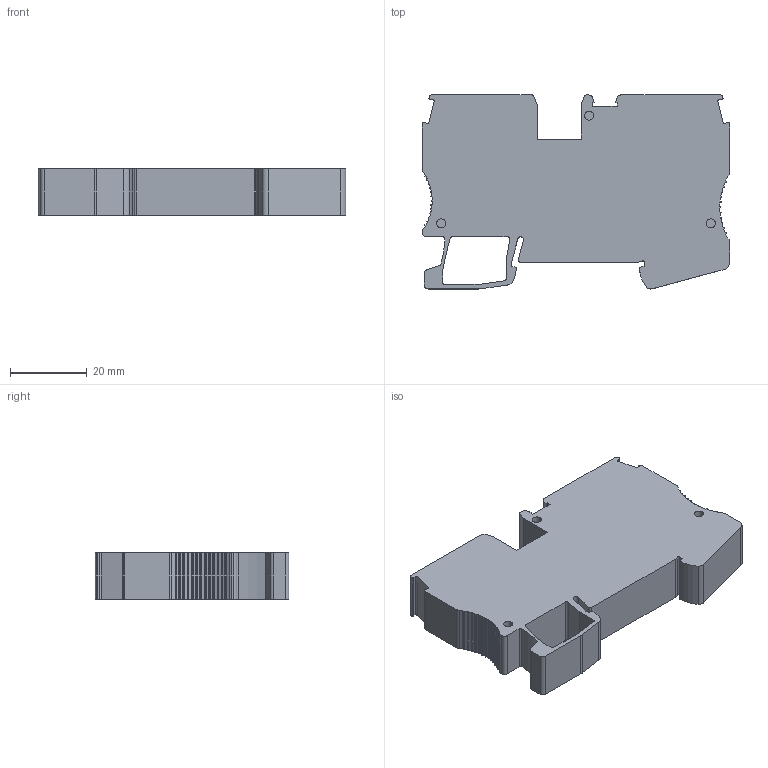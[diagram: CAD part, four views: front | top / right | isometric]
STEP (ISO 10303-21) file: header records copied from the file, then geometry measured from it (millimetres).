
FILE_DESCRIPTION((''),'2;1');
FILE_NAME('UJ5-16','2021-06-09T',('ASUS'),(''),'PRO/ENGINEER BY PARAMETRIC TECHNOLOGY CORPORATION, 2013230','PRO/ENGINEER BY PARAMETRIC TECHNOLOGY CORPORATION, 2013230','');
FILE_SCHEMA(('CONFIG_CONTROL_DESIGN'));
Length unit declared in the file: millimetre
Products named in the file (1): UJ5-16
Bounding box: 80.2 x 50.6 x 12.2 mm (x, y, z)
Volume: 38562 mm3; surface area: 11758.6 mm2
Topology: 1 solids, 1 shells, 219 faces, 700 edges, 488 vertices
Faces by surface type: plane 118, cylinder 101
Entity records: 7960 total; most frequent: CARTESIAN_POINT 1425, ORIENTED_EDGE 1400, DIRECTION 1396, EDGE_CURVE 700, VERTEX_POINT 488, AXIS2_PLACEMENT_3D 481, VECTOR 434, LINE 434
